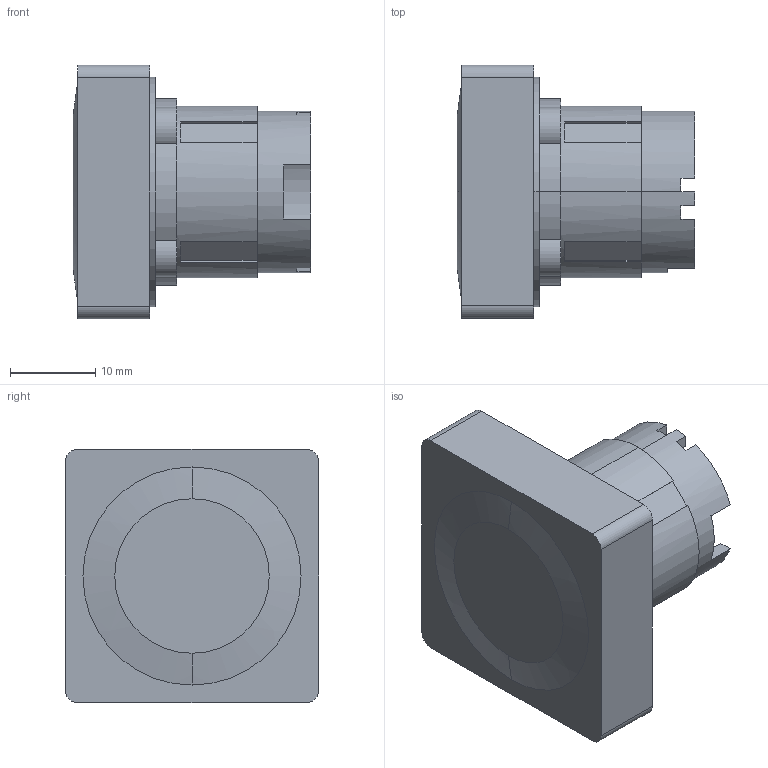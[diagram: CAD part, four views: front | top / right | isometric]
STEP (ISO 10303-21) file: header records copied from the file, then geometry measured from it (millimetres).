
FILE_DESCRIPTION(('starvars output'),'2;1');
FILE_NAME('ZB5CA1_3D.stp','11:57:53 2020/03/31',( 'Thomas Industrial Network Germany GmbH'),( 'Thomas Industrial Network Germany GmbH'),'unknown preprocess','ACIS' ,'unknown authorization');
FILE_SCHEMA(('AUTOMOTIVE_DESIGN_CC2 {UNKNOWN IMPLEMENTATION LEVEL}'));
Length unit declared in the file: millimetre
Products named in the file (1): PRODUCT_ID_279
Bounding box: 27.9 x 29.8 x 29.8 mm (x, y, z)
Volume: 12820.4 mm3; surface area: 4232.2 mm2
Topology: 1 solids, 1 shells, 71 faces, 188 edges, 124 vertices
Faces by surface type: plane 47, cylinder 22, sphere 2
Entity records: 2581 total; most frequent: ORIENTED_EDGE 376, CARTESIAN_POINT 323, DIRECTION 290, EDGE_CURVE 188, VERTEX_POINT 124, VECTOR 108, LINE 108, AXIS2_PLACEMENT_3D 91
